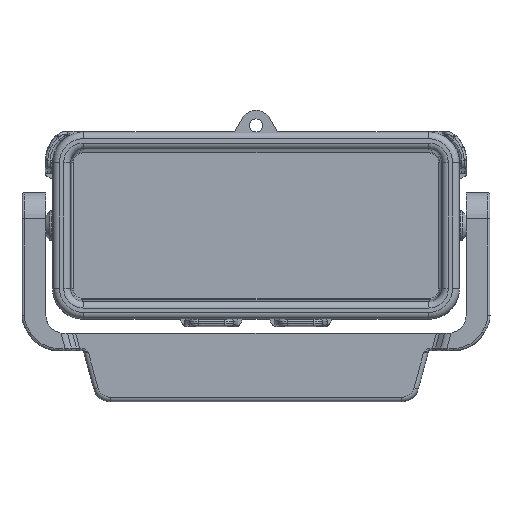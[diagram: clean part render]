
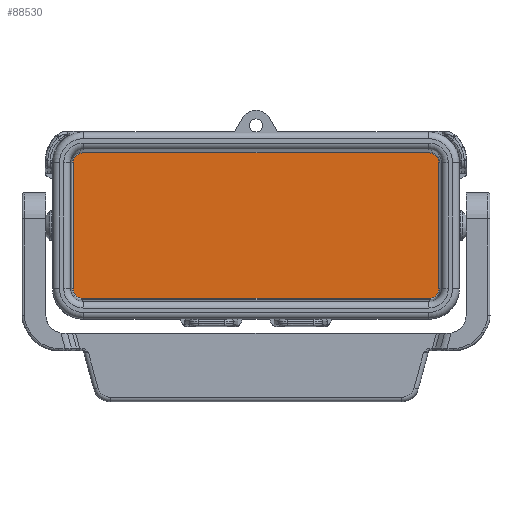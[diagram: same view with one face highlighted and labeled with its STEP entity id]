
A CAD part, top view. The second image highlights one B-rep face of the part: STEP entity #88530.
In plain terms, the highlighted planar face has unit normal (0, 0, 1).
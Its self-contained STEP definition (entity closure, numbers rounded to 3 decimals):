
#16460=CARTESIAN_POINT('',(-14.5,8.219,-9.5));
#16470=VERTEX_POINT('',#16460);
#16500=CARTESIAN_POINT('',(-14.5,6.001,-9.5));
#16510=DIRECTION('',(0.,0.,1.));
#16520=DIRECTION('',(-1.,0.,0.));
#16530=AXIS2_PLACEMENT_3D('',#16500,#16510,#16520);
#16540=CIRCLE('',#16530,2.217);
#16550=CARTESIAN_POINT('',(-16.717,6.001,
-9.5));
#16560=VERTEX_POINT('',#16550);
#16570=EDGE_CURVE('',#16470,#16560,#16540,.T.);
#33230=CARTESIAN_POINT('',(16.717,6.001,-9.5));
#33240=VERTEX_POINT('',#33230);
#33270=CARTESIAN_POINT('',(14.5,6.001,-9.5));
#33280=DIRECTION('',(0.,0.,-1.));
#33290=DIRECTION('',(1.,0.,0.));
#33300=AXIS2_PLACEMENT_3D('',#33270,#33280,#33290);
#33310=CIRCLE('',#33300,2.217);
#33320=CARTESIAN_POINT('',(14.5,8.219,-9.5));
#33330=VERTEX_POINT('',#33320);
#33340=EDGE_CURVE('',#33330,#33240,#33310,.T.);
#35190=CARTESIAN_POINT('',(-14.5,8.219,-9.5));
#35200=DIRECTION('',(1.,0.,0.));
#35210=VECTOR('',#35200,1.);
#35220=LINE('',#35190,#35210);
#35230=EDGE_CURVE('',#16470,#33330,#35220,.T.);
#38260=CARTESIAN_POINT('',(14.5,-75.716,-9.5));
#38270=VERTEX_POINT('',#38260);
#38300=CARTESIAN_POINT('',(14.5,-73.499,-9.5));
#38310=DIRECTION('',(0.,0.,1.));
#38320=DIRECTION('',(1.,0.,0.));
#38330=AXIS2_PLACEMENT_3D('',#38300,#38310,#38320);
#38340=CIRCLE('',#38330,2.217);
#38350=CARTESIAN_POINT('',(16.717,-73.499,
-9.5));
#38360=VERTEX_POINT('',#38350);
#38370=EDGE_CURVE('',#38270,#38360,#38340,.T.);
#62190=CARTESIAN_POINT('',(16.717,-99.999,-9.5));
#62200=DIRECTION('',(0.,1.,0.));
#62210=VECTOR('',#62200,1.);
#62220=LINE('',#62190,#62210);
#62230=EDGE_CURVE('',#38360,#33240,#62220,.T.);
#66450=CARTESIAN_POINT('',(-16.717,-14.497,
-9.5));
#66460=DIRECTION('',(0.,-1.,0.));
#66470=VECTOR('',#66460,1.);
#66480=LINE('',#66450,#66470);
#66490=CARTESIAN_POINT('',(-16.717,-73.499,
-9.5));
#66500=VERTEX_POINT('',#66490);
#66510=EDGE_CURVE('',#16560,#66500,#66480,.T.);
#68780=CARTESIAN_POINT('',(-14.5,-73.499,
-9.5));
#68790=DIRECTION('',(0.,0.,-1.));
#68800=DIRECTION('',(-1.,0.,0.));
#68810=AXIS2_PLACEMENT_3D('',#68780,#68790,#68800);
#68820=CIRCLE('',#68810,2.217);
#68830=CARTESIAN_POINT('',(-14.5,-75.716,-9.5));
#68840=VERTEX_POINT('',#68830);
#68850=EDGE_CURVE('',#68840,#66500,#68820,.T.);
#88330=CARTESIAN_POINT('',(18.389,-6.758,
-9.5));
#88340=DIRECTION('',(0.,0.,-1.));
#88350=DIRECTION('',(1.,0.,0.));
#88360=AXIS2_PLACEMENT_3D('',#88330,#88340,#88350);
#88370=PLANE('',#88360);
#88380=ORIENTED_EDGE('',*,*,#16570,.T.);
#88390=ORIENTED_EDGE('',*,*,#35230,.F.);
#88400=ORIENTED_EDGE('',*,*,#33340,.F.);
#88410=ORIENTED_EDGE('',*,*,#62230,.T.);
#88420=ORIENTED_EDGE('',*,*,#38370,.T.);
#88430=CARTESIAN_POINT('',(-14.5,-75.716,-9.5));
#88440=DIRECTION('',(1.,0.,0.));
#88450=VECTOR('',#88440,1.);
#88460=LINE('',#88430,#88450);
#88470=EDGE_CURVE('',#68840,#38270,#88460,.T.);
#88480=ORIENTED_EDGE('',*,*,#88470,.T.);
#88490=ORIENTED_EDGE('',*,*,#68850,.F.);
#88500=ORIENTED_EDGE('',*,*,#66510,.T.);
#88510=EDGE_LOOP('',(#88500,#88490,#88480,#88420,#88410,#88400,#88390,
#88380));
#88520=FACE_OUTER_BOUND('',#88510,.T.);
#88530=ADVANCED_FACE('',(#88520),#88370,.F.);
